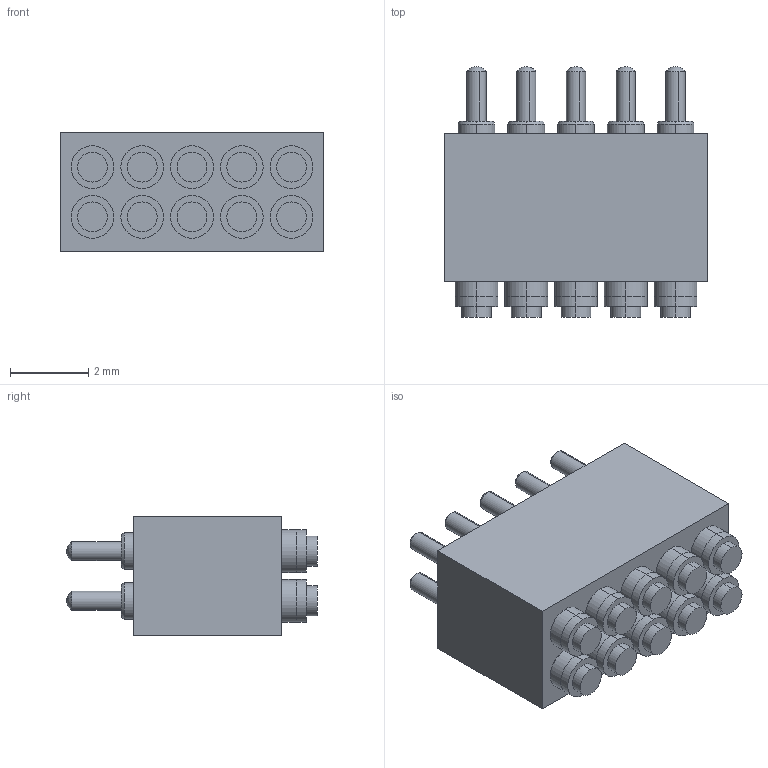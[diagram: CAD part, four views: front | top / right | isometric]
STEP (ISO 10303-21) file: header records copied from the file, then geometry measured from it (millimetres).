
FILE_DESCRIPTION (( 'STEP AP214' ), '1' );
FILE_NAME ('mill-max-855-22-010-30-001101.step', '2020-05-07T14:50:42', ( '' ), ( '' ), 'SwSTEP 2.0', 'SolidWorks 2019', '' );
FILE_SCHEMA (( 'AUTOMOTIVE_DESIGN' ));
Length unit declared in the file: inch
Products named in the file (3): mill-max-855-22-010-30-001101; mill-max-855-22-010-30-001101_0951_default; mill-max-855-22-010-30-001101_P8XX-28-013-02-000000_P810-28-013-02-000000
Assembly tree (11 placements, depth 2):
  mill-max-855-22-010-30-001101
    mill-max-855-22-010-30-001101_P8XX-28-013-02-000000_P810-28-013-02-000000
    mill-max-855-22-010-30-001101_0951_default  x10
Bounding box: 6.73 x 6.4 x 3.05 mm (x, y, z)
Volume: 84.2 mm3; surface area: 410.7 mm2
Topology: 11 solids, 11 shells, 256 faces, 532 edges, 338 vertices
Faces by surface type: cylinder 140, plane 56, cone 40, sphere 20
Entity records: 1698 total; most frequent: DIRECTION 314, CARTESIAN_POINT 258, ORIENTED_EDGE 236, AXIS2_PLACEMENT_3D 133, EDGE_CURVE 118, VERTEX_POINT 77, EDGE_LOOP 73, CIRCLE 70
